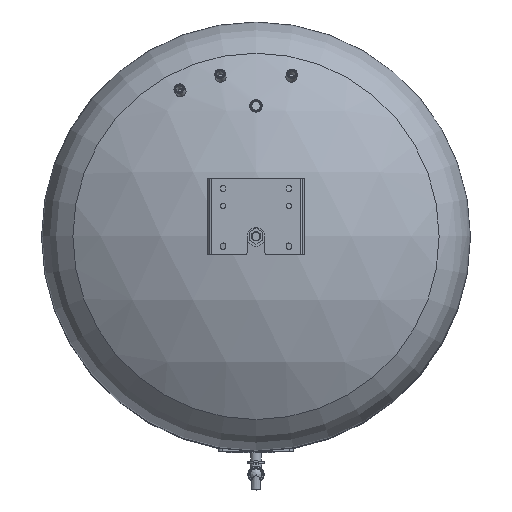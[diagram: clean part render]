
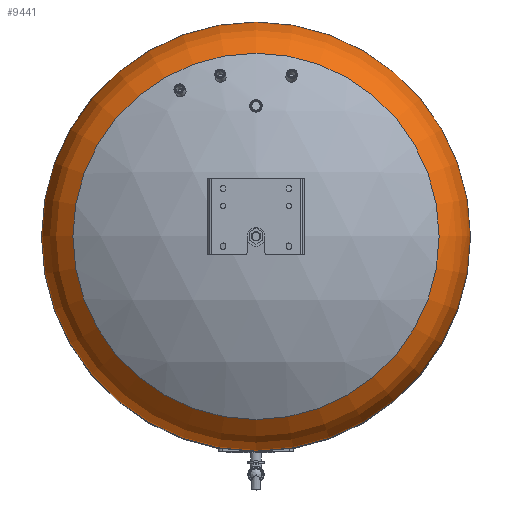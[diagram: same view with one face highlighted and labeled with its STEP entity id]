
A CAD part, top view. The second image highlights one B-rep face of the part: STEP entity #9441.
In plain terms, the highlighted toroidal (fillet/blend) face has major radius 254.5 mm and minor radius 115.5 mm.
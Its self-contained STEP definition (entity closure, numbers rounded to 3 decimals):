
#65=TOROIDAL_SURFACE($,#10289,254.5,115.5);
#1848=FACE_BOUND($,#3101,.T.);
#2465=FACE_OUTER_BOUND($,#3100,.T.);
#3100=EDGE_LOOP($,(#7626));
#3101=EDGE_LOOP($,(#7627));
#3730=CIRCLE($,#10284,315.931);
#3731=CIRCLE($,#10290,370.);
#4458=VERTEX_POINT($,#15297);
#4467=VERTEX_POINT($,#15840);
#5590=EDGE_CURVE($,#4458,#4458,#3730,.T.);
#5599=EDGE_CURVE($,#4467,#4467,#3731,.T.);
#7626=ORIENTED_EDGE($,*,*,#5599,.F.);
#7627=ORIENTED_EDGE($,*,*,#5590,.T.);
#9441=ADVANCED_FACE($,(#2465,#1848),#65,.T.);
#10284=AXIS2_PLACEMENT_3D($,#15298,#12321,#12322);
#10289=AXIS2_PLACEMENT_3D($,#15839,#12331,#12332);
#10290=AXIS2_PLACEMENT_3D($,#15841,#12333,#12334);
#12321=DIRECTION('center_axis',(0.,0.,
-1.));
#12322=DIRECTION('ref_axis',(1.,0.,0.));
#12331=DIRECTION('center_axis',(0.,0.,
-1.));
#12332=DIRECTION('ref_axis',(0.,-1.,0.));
#12333=DIRECTION('center_axis',(0.,0.,
-1.));
#12334=DIRECTION('ref_axis',(1.,0.,0.));
#15297=CARTESIAN_POINT('',(315.931,0.,1346.014));
#15298=CARTESIAN_POINT('Origin',(0.,0.,1346.014));
#15839=CARTESIAN_POINT('Origin',(0.,0.,1248.206));
#15840=CARTESIAN_POINT('',(370.,0.,1248.206));
#15841=CARTESIAN_POINT('Origin',(0.,0.,1248.206));
